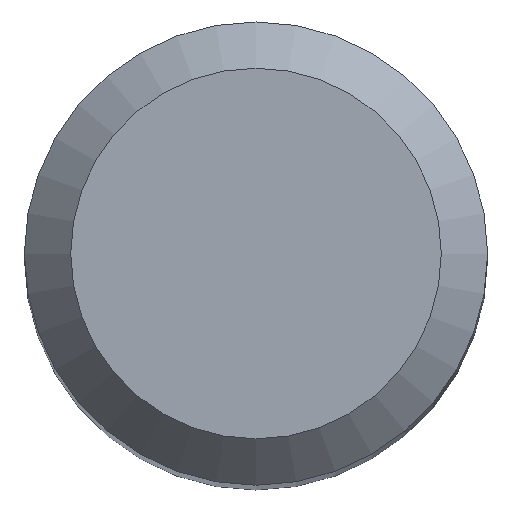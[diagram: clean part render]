
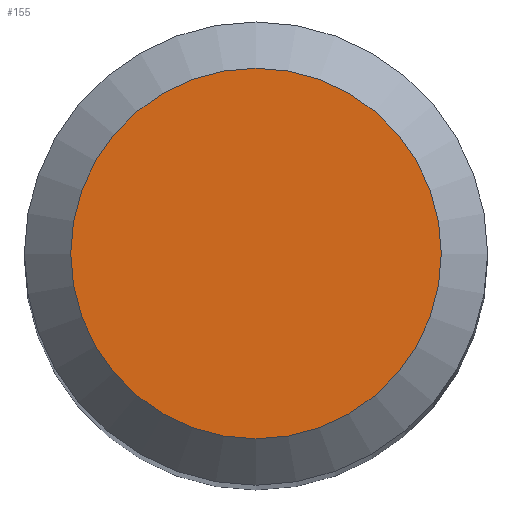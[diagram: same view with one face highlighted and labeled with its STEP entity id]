
A CAD part, top view. The second image highlights one B-rep face of the part: STEP entity #155.
In plain terms, the highlighted planar face has unit normal (0, 0, 1).
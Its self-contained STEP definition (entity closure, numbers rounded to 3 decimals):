
#29 = FACE_OUTER_BOUND ( 'NONE', #279, .T. ) ;
#59 = CARTESIAN_POINT ( 'NONE',  ( 0., 1.2, 38. ) ) ;
#122 = AXIS2_PLACEMENT_3D ( 'NONE', #199, #197, #147 ) ;
#125 = PLANE ( 'NONE',  #122 ) ;
#139 = EDGE_CURVE ( 'NONE', #156, #156, #253, .T. ) ;
#147 = DIRECTION ( 'NONE',  ( 0., 1., 0. ) ) ;
#155 = ADVANCED_FACE ( 'NONE', ( #29 ), #125, .F. ) ;
#156 = VERTEX_POINT ( 'NONE', #59 ) ;
#173 = DIRECTION ( 'NONE',  ( 0., 1., 0. ) ) ;
#196 = CARTESIAN_POINT ( 'NONE',  ( 0., 0., 38. ) ) ;
#197 = DIRECTION ( 'NONE',  ( 0., 0., -1. ) ) ;
#199 = CARTESIAN_POINT ( 'NONE',  ( 0., 0., 38. ) ) ;
#204 = AXIS2_PLACEMENT_3D ( 'NONE', #196, #240, #173 ) ;
#207 = ORIENTED_EDGE ( 'NONE', *, *, #139, .F. ) ;
#240 = DIRECTION ( 'NONE',  ( 0., 0., -1. ) ) ;
#253 = CIRCLE ( 'NONE', #204, 1.2 ) ;
#279 = EDGE_LOOP ( 'NONE', ( #207 ) ) ;
